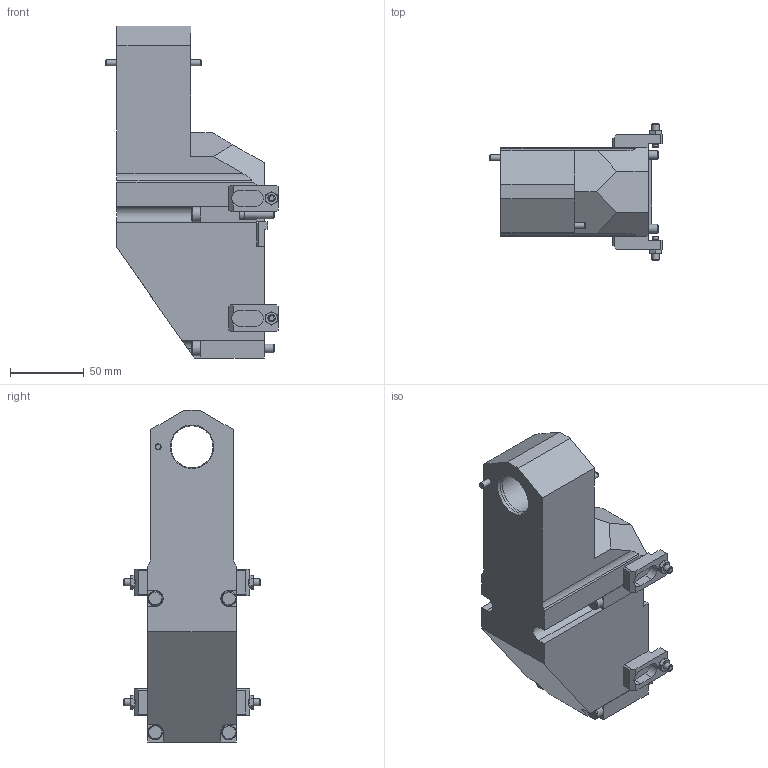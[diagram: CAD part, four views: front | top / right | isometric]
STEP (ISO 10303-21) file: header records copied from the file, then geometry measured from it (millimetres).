
FILE_DESCRIPTION(/* description */ (''),/* implementation_level */ '2;1');
FILE_NAME(/* name */ 'W5190005_stp.stp',/* time_stamp */ '2013-09-16T11:31:10+02:00',/* author */ (''),/* organization */ (''),/* preprocessor_version */ 'ST-DEVELOPER v11',/* originating_system */ 'SIEMENS PLM Software NX 7.5',/* authorisation */ '');
FILE_SCHEMA (('AUTOMOTIVE_DESIGN { 1 0 10303 214 1 1 1 1 }'));
Length unit declared in the file: millimetre
Products named in the file (1): polz9EF27dn2
Bounding box: 117 x 93 x 225.5 mm (x, y, z)
Volume: 910383.6 mm3; surface area: 80805.4 mm2
Topology: 1 solids, 1 shells, 288 faces, 729 edges, 460 vertices
Faces by surface type: plane 174, cone 68, cylinder 46
Full cylindrical faces by diameter (mm): 3.5 x4, 4 x2, 5 x8, 6 x4, 10 x4, 28.51 x1, 28.54 x2
Entity records: 8266 total; most frequent: CARTESIAN_POINT 1681, ORIENTED_EDGE 1328, DIRECTION 1316, EDGE_CURVE 664, AXIS2_PLACEMENT_3D 459, VERTEX_POINT 440, LINE 398, VECTOR 398
